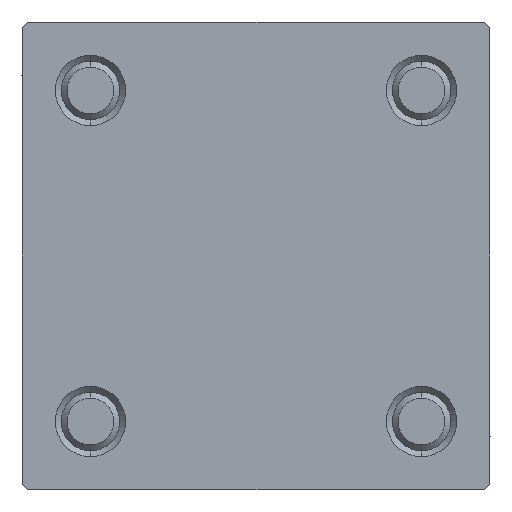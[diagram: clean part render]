
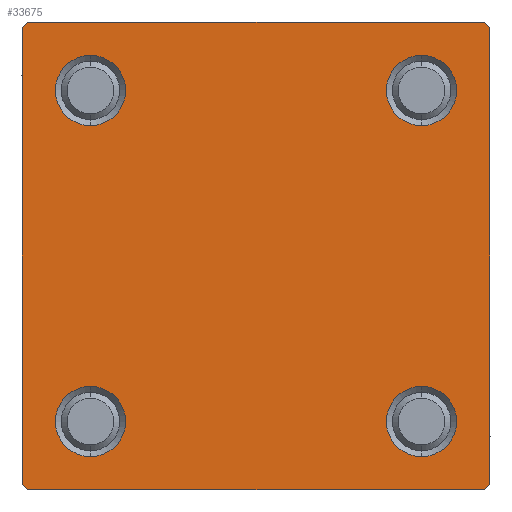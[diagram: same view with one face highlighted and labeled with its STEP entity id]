
A CAD part, left-side view. The second image highlights one B-rep face of the part: STEP entity #33675.
In plain terms, the highlighted planar face has unit normal (-1, 0, 0).
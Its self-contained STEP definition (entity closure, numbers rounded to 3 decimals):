
#417 = CARTESIAN_POINT ( 'NONE',  ( 0., 14.15, -14.15 ) ) ;
#629 = VERTEX_POINT ( 'NONE', #45807 ) ;
#738 = CARTESIAN_POINT ( 'NONE',  ( 0., -19.75, 19.75 ) ) ;
#1595 = CARTESIAN_POINT ( 'NONE',  ( 0., -20., -19.5 ) ) ;
#1842 = VERTEX_POINT ( 'NONE', #20407 ) ;
#1904 = VECTOR ( 'NONE', #14591, 1000. ) ;
#1977 = EDGE_CURVE ( 'NONE', #21577, #19792, #5834, .T. ) ;
#2487 = AXIS2_PLACEMENT_3D ( 'NONE', #40604, #6381, #18182 ) ;
#2679 = EDGE_LOOP ( 'NONE', ( #15293, #47219, #30417, #18344, #44665, #34929, #22963, #3918 ) ) ;
#2773 = EDGE_LOOP ( 'NONE', ( #17240, #49818 ) ) ;
#2948 = EDGE_CURVE ( 'NONE', #39375, #29679, #43533, .T. ) ;
#3264 = CARTESIAN_POINT ( 'NONE',  ( 0., 20., 19.5 ) ) ;
#3537 = CARTESIAN_POINT ( 'NONE',  ( 0., 19.5, -20. ) ) ;
#3845 = CIRCLE ( 'NONE', #7852, 3. ) ;
#3918 = ORIENTED_EDGE ( 'NONE', *, *, #10550, .T. ) ;
#3974 = CIRCLE ( 'NONE', #11217, 3. ) ;
#4011 = VECTOR ( 'NONE', #23869, 1000. ) ;
#4089 = CIRCLE ( 'NONE', #2487, 3. ) ;
#4092 = DIRECTION ( 'NONE',  ( 0., 0., 1. ) ) ;
#4896 = PLANE ( 'NONE',  #33591 ) ;
#4955 = DIRECTION ( 'NONE',  ( 0., 0., 1. ) ) ;
#5035 = CARTESIAN_POINT ( 'NONE',  ( 0., 19.75, 19.75 ) ) ;
#5651 = FACE_BOUND ( 'NONE', #2773, .T. ) ;
#5744 = VERTEX_POINT ( 'NONE', #25328 ) ;
#5834 = LINE ( 'NONE', #21904, #1904 ) ;
#6381 = DIRECTION ( 'NONE',  ( 1., 0., 0. ) ) ;
#6394 = DIRECTION ( 'NONE',  ( 1., 0., 0. ) ) ;
#6569 = CARTESIAN_POINT ( 'NONE',  ( 0., 14.15, -17.15 ) ) ;
#6747 = DIRECTION ( 'NONE',  ( 0., 0., -1. ) ) ;
#7330 = ORIENTED_EDGE ( 'NONE', *, *, #43505, .T. ) ;
#7567 = DIRECTION ( 'NONE',  ( 0., 0., 1. ) ) ;
#7852 = AXIS2_PLACEMENT_3D ( 'NONE', #37074, #17937, #8084 ) ;
#8084 = DIRECTION ( 'NONE',  ( 0., 0., 1. ) ) ;
#8370 = CIRCLE ( 'NONE', #9176, 3. ) ;
#8440 = AXIS2_PLACEMENT_3D ( 'NONE', #11364, #42081, #22933 ) ;
#8832 = CARTESIAN_POINT ( 'NONE',  ( 0., -19.5, 20. ) ) ;
#9176 = AXIS2_PLACEMENT_3D ( 'NONE', #417, #20023, #4955 ) ;
#9761 = CARTESIAN_POINT ( 'NONE',  ( 0., 20., -20. ) ) ;
#9856 = ORIENTED_EDGE ( 'NONE', *, *, #45901, .T. ) ;
#10002 = VECTOR ( 'NONE', #26624, 1000. ) ;
#10442 = CARTESIAN_POINT ( 'NONE',  ( 0., -20., 20. ) ) ;
#10550 = EDGE_CURVE ( 'NONE', #39375, #13349, #43289, .T. ) ;
#11217 = AXIS2_PLACEMENT_3D ( 'NONE', #31996, #47387, #4092 ) ;
#11281 = ORIENTED_EDGE ( 'NONE', *, *, #48088, .T. ) ;
#11289 = LINE ( 'NONE', #37735, #10002 ) ;
#11364 = CARTESIAN_POINT ( 'NONE',  ( 0., 14.15, -14.15 ) ) ;
#12419 = FACE_BOUND ( 'NONE', #36534, .T. ) ;
#12704 = CIRCLE ( 'NONE', #32811, 3. ) ;
#13349 = VERTEX_POINT ( 'NONE', #3264 ) ;
#14591 = DIRECTION ( 'NONE',  ( 0., -0.707, -0.707 ) ) ;
#15293 = ORIENTED_EDGE ( 'NONE', *, *, #32193, .T. ) ;
#15333 = VERTEX_POINT ( 'NONE', #30108 ) ;
#16417 = VECTOR ( 'NONE', #18045, 1000. ) ;
#17240 = ORIENTED_EDGE ( 'NONE', *, *, #22675, .T. ) ;
#17304 = LINE ( 'NONE', #9761, #16417 ) ;
#17311 = VERTEX_POINT ( 'NONE', #24305 ) ;
#17534 = EDGE_CURVE ( 'NONE', #17311, #5744, #45272, .T. ) ;
#17937 = DIRECTION ( 'NONE',  ( 1., 0., 0. ) ) ;
#18045 = DIRECTION ( 'NONE',  ( 0., -1., 0. ) ) ;
#18182 = DIRECTION ( 'NONE',  ( 0., 0., 1. ) ) ;
#18344 = ORIENTED_EDGE ( 'NONE', *, *, #21787, .T. ) ;
#19122 = CARTESIAN_POINT ( 'NONE',  ( 0., -20., 19.5 ) ) ;
#19792 = VERTEX_POINT ( 'NONE', #3537 ) ;
#20023 = DIRECTION ( 'NONE',  ( 1., 0., 0. ) ) ;
#20048 = VERTEX_POINT ( 'NONE', #49292 ) ;
#20099 = DIRECTION ( 'NONE',  ( 0., 0.707, -0.707 ) ) ;
#20197 = EDGE_CURVE ( 'NONE', #37967, #20048, #8370, .T. ) ;
#20222 = CARTESIAN_POINT ( 'NONE',  ( 0., 0., 0. ) ) ;
#20407 = CARTESIAN_POINT ( 'NONE',  ( 0., 14.15, 17.15 ) ) ;
#20693 = ORIENTED_EDGE ( 'NONE', *, *, #17534, .T. ) ;
#20728 = CARTESIAN_POINT ( 'NONE',  ( 0., -14.15, 14.15 ) ) ;
#20978 = FACE_BOUND ( 'NONE', #31138, .T. ) ;
#21311 = CIRCLE ( 'NONE', #8440, 3. ) ;
#21577 = VERTEX_POINT ( 'NONE', #31211 ) ;
#21725 = DIRECTION ( 'NONE',  ( 0., 0., 1. ) ) ;
#21787 = EDGE_CURVE ( 'NONE', #46910, #31328, #11289, .T. ) ;
#21864 = VECTOR ( 'NONE', #20099, 1000. ) ;
#21904 = CARTESIAN_POINT ( 'NONE',  ( 0., 19.75, -19.75 ) ) ;
#21974 = EDGE_CURVE ( 'NONE', #19792, #46910, #17304, .T. ) ;
#22209 = VECTOR ( 'NONE', #48972, 1000. ) ;
#22654 = DIRECTION ( 'NONE',  ( 1., 0., 0. ) ) ;
#22675 = EDGE_CURVE ( 'NONE', #20048, #37967, #21311, .T. ) ;
#22933 = DIRECTION ( 'NONE',  ( 0., 0., 1. ) ) ;
#22963 = ORIENTED_EDGE ( 'NONE', *, *, #2948, .F. ) ;
#23869 = DIRECTION ( 'NONE',  ( 0., 0.707, 0.707 ) ) ;
#24121 = CARTESIAN_POINT ( 'NONE',  ( 0., 20., 20. ) ) ;
#24305 = CARTESIAN_POINT ( 'NONE',  ( 0., -14.15, -11.15 ) ) ;
#25282 = LINE ( 'NONE', #10442, #22209 ) ;
#25328 = CARTESIAN_POINT ( 'NONE',  ( 0., -14.15, -17.15 ) ) ;
#26527 = CARTESIAN_POINT ( 'NONE',  ( 0., 19.5, 20. ) ) ;
#26624 = DIRECTION ( 'NONE',  ( 0., -0.707, 0.707 ) ) ;
#28659 = DIRECTION ( 'NONE',  ( 0., -1., 0. ) ) ;
#29523 = EDGE_CURVE ( 'NONE', #36319, #31328, #25282, .T. ) ;
#29679 = VERTEX_POINT ( 'NONE', #8832 ) ;
#30108 = CARTESIAN_POINT ( 'NONE',  ( 0., -14.15, 17.15 ) ) ;
#30417 = ORIENTED_EDGE ( 'NONE', *, *, #21974, .T. ) ;
#30508 = CIRCLE ( 'NONE', #36165, 3. ) ;
#31138 = EDGE_LOOP ( 'NONE', ( #11281, #7330 ) ) ;
#31211 = CARTESIAN_POINT ( 'NONE',  ( 0., 20., -19.5 ) ) ;
#31328 = VERTEX_POINT ( 'NONE', #1595 ) ;
#31872 = ORIENTED_EDGE ( 'NONE', *, *, #38382, .T. ) ;
#31996 = CARTESIAN_POINT ( 'NONE',  ( 0., 14.15, 14.15 ) ) ;
#32193 = EDGE_CURVE ( 'NONE', #13349, #21577, #40719, .T. ) ;
#32446 = CARTESIAN_POINT ( 'NONE',  ( 0., -14.15, 11.15 ) ) ;
#32811 = AXIS2_PLACEMENT_3D ( 'NONE', #20728, #46946, #40114 ) ;
#33591 = AXIS2_PLACEMENT_3D ( 'NONE', #20222, #35595, #47192 ) ;
#33667 = EDGE_CURVE ( 'NONE', #15333, #36426, #12704, .T. ) ;
#33675 = ADVANCED_FACE ( 'NONE', ( #12419, #39360, #5651, #20978, #43145 ), #4896, .T. ) ;
#34312 = VECTOR ( 'NONE', #6747, 1000. ) ;
#34929 = ORIENTED_EDGE ( 'NONE', *, *, #43681, .T. ) ;
#35595 = DIRECTION ( 'NONE',  ( -1., 0., 0. ) ) ;
#36165 = AXIS2_PLACEMENT_3D ( 'NONE', #41797, #22654, #7567 ) ;
#36319 = VERTEX_POINT ( 'NONE', #19122 ) ;
#36420 = AXIS2_PLACEMENT_3D ( 'NONE', #48193, #6394, #21725 ) ;
#36426 = VERTEX_POINT ( 'NONE', #32446 ) ;
#36534 = EDGE_LOOP ( 'NONE', ( #43371, #31872 ) ) ;
#37074 = CARTESIAN_POINT ( 'NONE',  ( 0., -14.15, 14.15 ) ) ;
#37320 = VECTOR ( 'NONE', #28659, 1000. ) ;
#37530 = EDGE_LOOP ( 'NONE', ( #20693, #9856 ) ) ;
#37735 = CARTESIAN_POINT ( 'NONE',  ( 0., -19.75, -19.75 ) ) ;
#37967 = VERTEX_POINT ( 'NONE', #6569 ) ;
#38382 = EDGE_CURVE ( 'NONE', #36426, #15333, #3845, .T. ) ;
#39360 = FACE_BOUND ( 'NONE', #37530, .T. ) ;
#39375 = VERTEX_POINT ( 'NONE', #26527 ) ;
#40114 = DIRECTION ( 'NONE',  ( 0., 0., 1. ) ) ;
#40604 = CARTESIAN_POINT ( 'NONE',  ( 0., -14.15, -14.15 ) ) ;
#40615 = CARTESIAN_POINT ( 'NONE',  ( 0., -19.5, -20. ) ) ;
#40719 = LINE ( 'NONE', #41215, #34312 ) ;
#41215 = CARTESIAN_POINT ( 'NONE',  ( 0., 20., 20. ) ) ;
#41797 = CARTESIAN_POINT ( 'NONE',  ( 0., 14.15, 14.15 ) ) ;
#42081 = DIRECTION ( 'NONE',  ( 1., 0., 0. ) ) ;
#43145 = FACE_OUTER_BOUND ( 'NONE', #2679, .T. ) ;
#43282 = LINE ( 'NONE', #738, #4011 ) ;
#43289 = LINE ( 'NONE', #5035, #21864 ) ;
#43371 = ORIENTED_EDGE ( 'NONE', *, *, #33667, .T. ) ;
#43505 = EDGE_CURVE ( 'NONE', #629, #1842, #3974, .T. ) ;
#43533 = LINE ( 'NONE', #24121, #37320 ) ;
#43681 = EDGE_CURVE ( 'NONE', #36319, #29679, #43282, .T. ) ;
#44665 = ORIENTED_EDGE ( 'NONE', *, *, #29523, .F. ) ;
#45272 = CIRCLE ( 'NONE', #36420, 3. ) ;
#45807 = CARTESIAN_POINT ( 'NONE',  ( 0., 14.15, 11.15 ) ) ;
#45901 = EDGE_CURVE ( 'NONE', #5744, #17311, #4089, .T. ) ;
#46910 = VERTEX_POINT ( 'NONE', #40615 ) ;
#46946 = DIRECTION ( 'NONE',  ( 1., 0., 0. ) ) ;
#47192 = DIRECTION ( 'NONE',  ( 0., 0., 1. ) ) ;
#47219 = ORIENTED_EDGE ( 'NONE', *, *, #1977, .T. ) ;
#47387 = DIRECTION ( 'NONE',  ( 1., 0., 0. ) ) ;
#48088 = EDGE_CURVE ( 'NONE', #1842, #629, #30508, .T. ) ;
#48193 = CARTESIAN_POINT ( 'NONE',  ( 0., -14.15, -14.15 ) ) ;
#48972 = DIRECTION ( 'NONE',  ( 0., 0., -1. ) ) ;
#49292 = CARTESIAN_POINT ( 'NONE',  ( 0., 14.15, -11.15 ) ) ;
#49818 = ORIENTED_EDGE ( 'NONE', *, *, #20197, .T. ) ;
